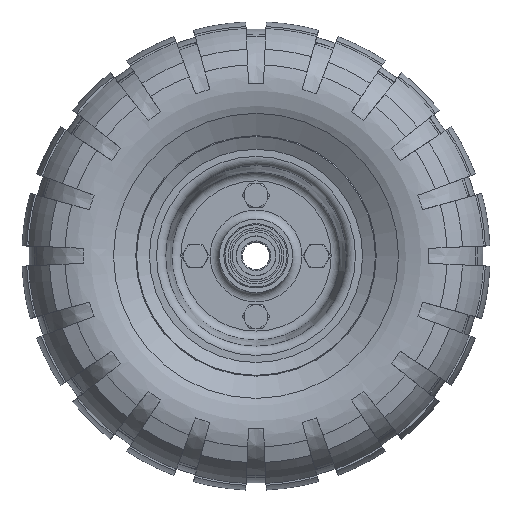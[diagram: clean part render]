
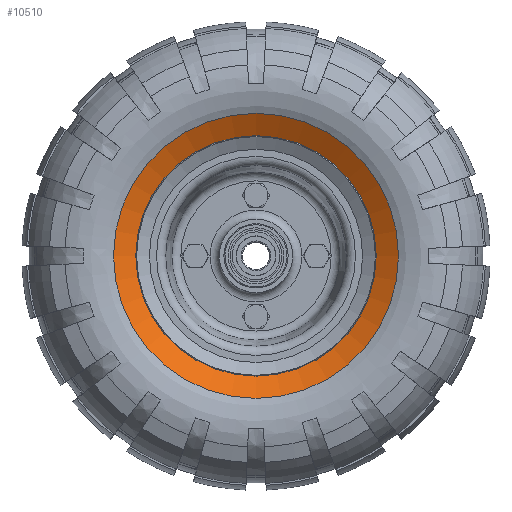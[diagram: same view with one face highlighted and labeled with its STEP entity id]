
A CAD part, top view. The second image highlights one B-rep face of the part: STEP entity #10510.
In plain terms, the highlighted conical face has half-angle 60 degrees and reference radius 67.783 mm.
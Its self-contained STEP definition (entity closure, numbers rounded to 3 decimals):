
#472=CONICAL_SURFACE('',#12004,67.783,1.047);
#918=LINE('',#20260,#1386);
#1386=VECTOR('',#15181,67.783);
#2333=FACE_OUTER_BOUND('',#2963,.T.);
#2963=EDGE_LOOP('',(#9455,#9456,#9457,#9458,#9459,#9460,#9461));
#3351=CIRCLE('',#11161,77.566);
#3352=CIRCLE('',#11162,77.566);
#3377=CIRCLE('',#11187,77.566);
#3882=CIRCLE('',#12005,58.);
#3883=CIRCLE('',#12006,58.);
#4463=VERTEX_POINT('',#17719);
#4464=VERTEX_POINT('',#17720);
#4465=VERTEX_POINT('',#17722);
#4898=VERTEX_POINT('',#20259);
#4899=VERTEX_POINT('',#20261);
#5625=EDGE_CURVE('',#4463,#4464,#3351,.T.);
#5626=EDGE_CURVE('',#4465,#4463,#3352,.T.);
#5651=EDGE_CURVE('',#4464,#4465,#3377,.T.);
#6451=EDGE_CURVE('',#4464,#4898,#918,.T.);
#6452=EDGE_CURVE('',#4899,#4898,#3882,.T.);
#6453=EDGE_CURVE('',#4898,#4899,#3883,.T.);
#9455=ORIENTED_EDGE('',*,*,#5625,.T.);
#9456=ORIENTED_EDGE('',*,*,#6451,.T.);
#9457=ORIENTED_EDGE('',*,*,#6452,.F.);
#9458=ORIENTED_EDGE('',*,*,#6453,.F.);
#9459=ORIENTED_EDGE('',*,*,#6451,.F.);
#9460=ORIENTED_EDGE('',*,*,#5651,.T.);
#9461=ORIENTED_EDGE('',*,*,#5626,.T.);
#10510=ADVANCED_FACE('',(#2333),#472,.F.);
#11161=AXIS2_PLACEMENT_3D('',#17721,#13282,#13283);
#11162=AXIS2_PLACEMENT_3D('',#17723,#13284,#13285);
#11187=AXIS2_PLACEMENT_3D('',#17752,#13334,#13335);
#12004=AXIS2_PLACEMENT_3D('',#20258,#15179,#15180);
#12005=AXIS2_PLACEMENT_3D('',#20262,#15182,#15183);
#12006=AXIS2_PLACEMENT_3D('',#20263,#15184,#15185);
#13282=DIRECTION('center_axis',(0.,0.,1.));
#13283=DIRECTION('ref_axis',(1.,0.,0.));
#13284=DIRECTION('center_axis',(0.,0.,1.));
#13285=DIRECTION('ref_axis',(1.,0.,0.));
#13334=DIRECTION('center_axis',(0.,0.,1.));
#13335=DIRECTION('ref_axis',(1.,0.,0.));
#15179=DIRECTION('center_axis',(0.,0.,1.));
#15180=DIRECTION('ref_axis',(0.,-1.,0.));
#15181=DIRECTION('',(0.,-0.866,-0.5));
#15182=DIRECTION('center_axis',(0.,0.,1.));
#15183=DIRECTION('ref_axis',(1.,0.,0.));
#15184=DIRECTION('center_axis',(0.,0.,1.));
#15185=DIRECTION('ref_axis',(1.,0.,0.));
#17719=CARTESIAN_POINT('',(0.,-77.566,38.296));
#17720=CARTESIAN_POINT('',(0.,77.566,38.296));
#17721=CARTESIAN_POINT('Origin',(0.,0.,38.296));
#17722=CARTESIAN_POINT('',(-77.566,0.,38.296));
#17723=CARTESIAN_POINT('Origin',(0.,0.,38.296));
#17752=CARTESIAN_POINT('Origin',(0.,0.,38.296));
#20258=CARTESIAN_POINT('Origin',(0.,0.,32.648));
#20259=CARTESIAN_POINT('',(0.,58.,27.));
#20260=CARTESIAN_POINT('',(0.,67.783,32.648));
#20261=CARTESIAN_POINT('',(0.,-58.,27.));
#20262=CARTESIAN_POINT('Origin',(0.,0.,27.));
#20263=CARTESIAN_POINT('Origin',(0.,0.,27.));
